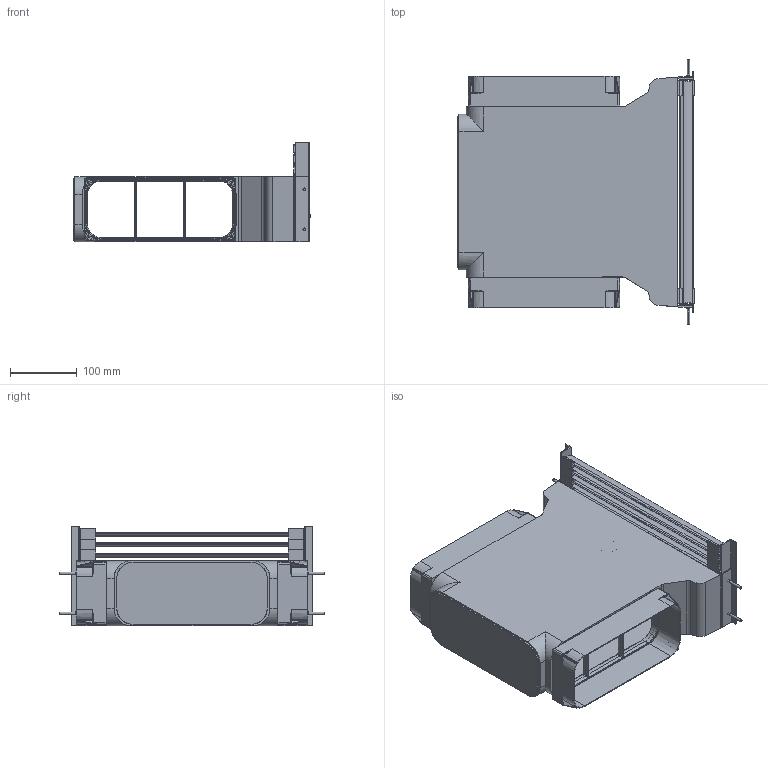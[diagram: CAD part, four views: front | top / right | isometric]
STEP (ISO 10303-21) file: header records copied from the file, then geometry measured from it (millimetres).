
FILE_DESCRIPTION(('STEP AP203'),'1');
FILE_NAME('V 4043075 GREENflow Filterbox.STP','2018-12-07T15:04:28',(' '),(' '),'Spatial InterOp 3D',' ',' ');
FILE_SCHEMA(('CONFIG_CONTROL_DESIGN'));
Length unit declared in the file: millimetre
Products named in the file (1): 1
Bounding box: 355.83 x 398.84 x 150 mm (x, y, z)
Volume: 1215872.1 mm3; surface area: 852977.4 mm2
Topology: 22 solids, 22 shells, 1494 faces, 4056 edges, 2507 vertices
Faces by surface type: plane 509, cylinder 455, bspline 241, cone 179, sphere 56, torus 54
Entity records: 65522 total; most frequent: CARTESIAN_POINT 29179, ORIENTED_EDGE 7900, DIRECTION 7472, EDGE_CURVE 3950, AXIS2_PLACEMENT_3D 2819, VERTEX_POINT 2507, LINE 1834, VECTOR 1834
